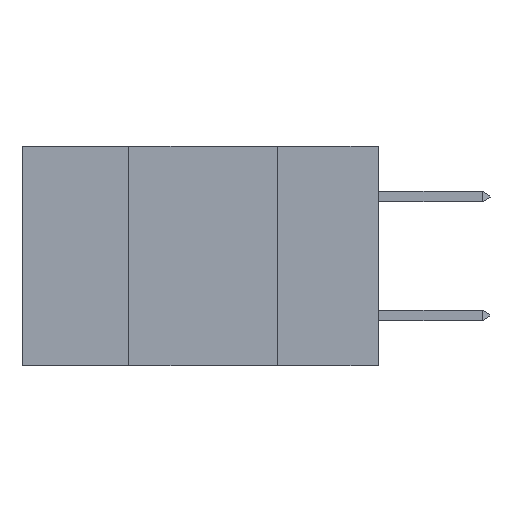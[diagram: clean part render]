
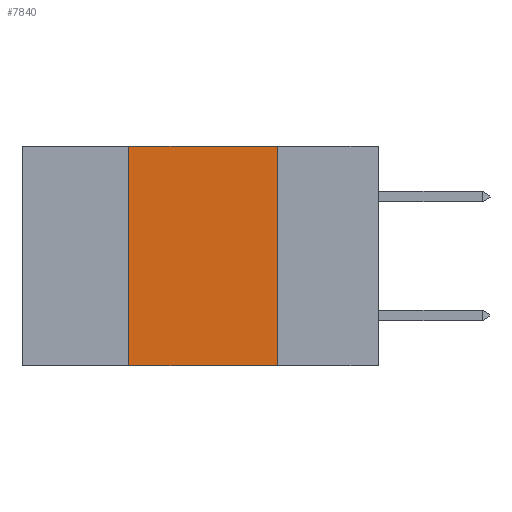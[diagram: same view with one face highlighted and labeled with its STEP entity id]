
A CAD part, left-side view. The second image highlights one B-rep face of the part: STEP entity #7840.
In plain terms, the highlighted planar face has unit normal (-1, 0, 0).
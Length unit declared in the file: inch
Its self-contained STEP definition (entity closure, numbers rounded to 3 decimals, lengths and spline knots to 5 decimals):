
#2344 = ORIENTED_EDGE ( 'NONE', *, *, #14642, .T. ) ;
#3304 = CARTESIAN_POINT ( 'NONE',  ( 0., 0.6, 0. ) ) ;
#3805 = CARTESIAN_POINT ( 'NONE',  ( 0., 0.17, 0. ) ) ;
#4171 = CARTESIAN_POINT ( 'NONE',  ( 0., 0.42, -0.37 ) ) ;
#4709 = VECTOR ( 'NONE', #26451, 39.37008 ) ;
#5269 = LINE ( 'NONE', #3304, #15104 ) ;
#5707 = EDGE_LOOP ( 'NONE', ( #28418, #32233, #15677, #2344 ) ) ;
#6041 = VERTEX_POINT ( 'NONE', #4171 ) ;
#6051 = DIRECTION ( 'NONE',  ( 0., 0., -1. ) ) ;
#7184 = LINE ( 'NONE', #16320, #4709 ) ;
#7840 = ADVANCED_FACE ( 'NONE', ( #21008 ), #21384, .F. ) ;
#8058 = DIRECTION ( 'NONE',  ( 0., 0., -1. ) ) ;
#8138 = CARTESIAN_POINT ( 'NONE',  ( 0., 0.6, 0. ) ) ;
#8437 = VECTOR ( 'NONE', #8058, 39.37008 ) ;
#9153 = DIRECTION ( 'NONE',  ( 0., -1., 0. ) ) ;
#9883 = VERTEX_POINT ( 'NONE', #20935 ) ;
#10453 = EDGE_CURVE ( 'NONE', #6041, #9883, #7184, .T. ) ;
#13306 = VECTOR ( 'NONE', #9153, 39.37008 ) ;
#13394 = DIRECTION ( 'NONE',  ( 1., 0., 0. ) ) ;
#14642 = EDGE_CURVE ( 'NONE', #6041, #22572, #21626, .T. ) ;
#15104 = VECTOR ( 'NONE', #27213, 39.37008 ) ;
#15677 = ORIENTED_EDGE ( 'NONE', *, *, #10453, .F. ) ;
#16320 = CARTESIAN_POINT ( 'NONE',  ( 0., 0.42, 0. ) ) ;
#17500 = LINE ( 'NONE', #28835, #8437 ) ;
#18119 = EDGE_CURVE ( 'NONE', #9883, #20483, #5269, .T. ) ;
#20483 = VERTEX_POINT ( 'NONE', #3805 ) ;
#20935 = CARTESIAN_POINT ( 'NONE',  ( 0., 0.42, 0. ) ) ;
#21008 = FACE_OUTER_BOUND ( 'NONE', #5707, .T. ) ;
#21384 = PLANE ( 'NONE',  #32154 ) ;
#21626 = LINE ( 'NONE', #33047, #13306 ) ;
#22572 = VERTEX_POINT ( 'NONE', #26232 ) ;
#26232 = CARTESIAN_POINT ( 'NONE',  ( 0., 0.17, -0.37 ) ) ;
#26451 = DIRECTION ( 'NONE',  ( 0., 0., 1. ) ) ;
#27213 = DIRECTION ( 'NONE',  ( 0., -1., 0. ) ) ;
#28418 = ORIENTED_EDGE ( 'NONE', *, *, #30113, .F. ) ;
#28835 = CARTESIAN_POINT ( 'NONE',  ( 0., 0.17, 0. ) ) ;
#30113 = EDGE_CURVE ( 'NONE', #20483, #22572, #17500, .T. ) ;
#32154 = AXIS2_PLACEMENT_3D ( 'NONE', #8138, #13394, #6051 ) ;
#32233 = ORIENTED_EDGE ( 'NONE', *, *, #18119, .F. ) ;
#33047 = CARTESIAN_POINT ( 'NONE',  ( 0., 0.6, -0.37 ) ) ;
